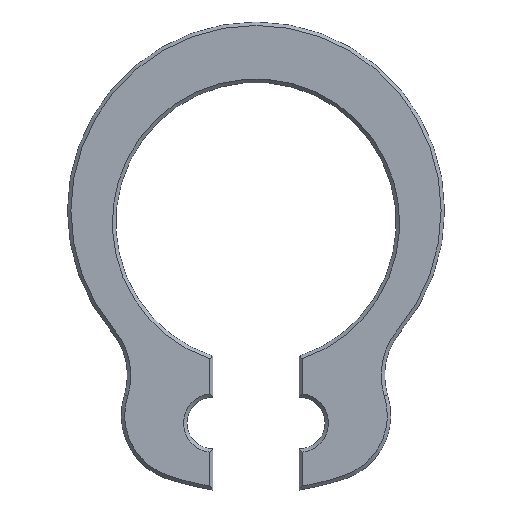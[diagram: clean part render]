
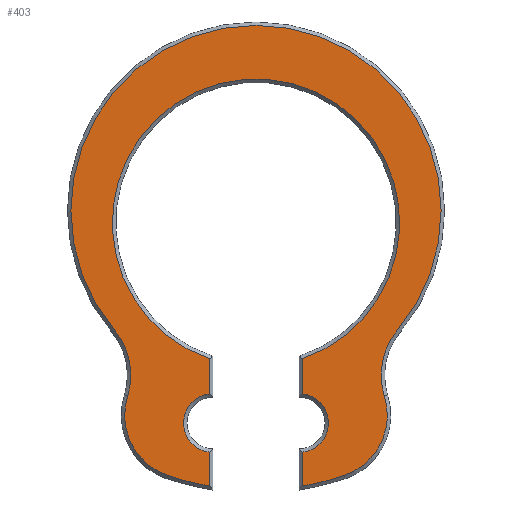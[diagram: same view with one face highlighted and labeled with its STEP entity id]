
A CAD part, top view. The second image highlights one B-rep face of the part: STEP entity #403.
In plain terms, the highlighted planar face has unit normal (0, 0, 1).
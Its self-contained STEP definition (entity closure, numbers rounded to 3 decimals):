
#129 = VERTEX_POINT('',#130);
#130 = CARTESIAN_POINT('',(1.08,-3.15,0.4));
#139 = VERTEX_POINT('',#140);
#140 = CARTESIAN_POINT('',(-1.08,-3.15,0.4));
#147 = EDGE_CURVE('',#129,#139,#148,.T.);
#148 = CIRCLE('',#149,3.33);
#149 = AXIS2_PLACEMENT_3D('',#150,#151,#152);
#150 = CARTESIAN_POINT('',(0.,0.,0.4));
#151 = DIRECTION('',(-0.,0.,1.));
#152 = DIRECTION('',(0.308,-0.951,0.));
#221 = VERTEX_POINT('',#222);
#222 = CARTESIAN_POINT('',(1.08,-3.967,0.4));
#229 = EDGE_CURVE('',#129,#221,#230,.T.);
#230 = LINE('',#231,#232);
#231 = CARTESIAN_POINT('',(1.08,-3.092,0.4));
#232 = VECTOR('',#233,1.);
#233 = DIRECTION('',(0.,-1.,0.));
#403 = ADVANCED_FACE('',(#404),#511,.F.);
#404 = FACE_BOUND('',#405,.F.);
#405 = EDGE_LOOP('',(#406,#407,#415,#424,#432,#441,#450,#459,#468,#477,
    #486,#495,#503,#510));
#406 = ORIENTED_EDGE('',*,*,#147,.T.);
#407 = ORIENTED_EDGE('',*,*,#408,.T.);
#408 = EDGE_CURVE('',#139,#409,#411,.T.);
#409 = VERTEX_POINT('',#410);
#410 = CARTESIAN_POINT('',(-1.08,-3.967,0.4));
#411 = LINE('',#412,#413);
#412 = CARTESIAN_POINT('',(-1.08,-3.092,0.4));
#413 = VECTOR('',#414,1.);
#414 = DIRECTION('',(0.,-1.,0.));
#415 = ORIENTED_EDGE('',*,*,#416,.T.);
#416 = EDGE_CURVE('',#409,#417,#419,.T.);
#417 = VERTEX_POINT('',#418);
#418 = CARTESIAN_POINT('',(-1.08,-5.318,0.4));
#419 = CIRCLE('',#420,0.68);
#420 = AXIS2_PLACEMENT_3D('',#421,#422,#423);
#421 = CARTESIAN_POINT('',(-1.,-4.642,0.4));
#422 = DIRECTION('',(0.,0.,1.));
#423 = DIRECTION('',(0.,1.,0.));
#424 = ORIENTED_EDGE('',*,*,#425,.T.);
#425 = EDGE_CURVE('',#417,#426,#428,.T.);
#426 = VERTEX_POINT('',#427);
#427 = CARTESIAN_POINT('',(-1.08,-6.098,0.4));
#428 = LINE('',#429,#430);
#429 = CARTESIAN_POINT('',(-1.08,-5.242,0.4));
#430 = VECTOR('',#431,1.);
#431 = DIRECTION('',(0.,-1.,0.));
#432 = ORIENTED_EDGE('',*,*,#433,.F.);
#433 = EDGE_CURVE('',#434,#426,#436,.T.);
#434 = VERTEX_POINT('',#435);
#435 = CARTESIAN_POINT('',(-2.036,-5.86,0.4));
#436 = CIRCLE('',#437,6.469);
#437 = AXIS2_PLACEMENT_3D('',#438,#439,#440);
#438 = CARTESIAN_POINT('',(0.,0.28,0.4));
#439 = DIRECTION('',(0.,0.,1.));
#440 = DIRECTION('',(-0.315,-0.949,0.));
#441 = ORIENTED_EDGE('',*,*,#442,.F.);
#442 = EDGE_CURVE('',#443,#434,#445,.T.);
#443 = VERTEX_POINT('',#444);
#444 = CARTESIAN_POINT('',(-2.975,-4.023,0.4));
#445 = CIRCLE('',#446,1.47);
#446 = AXIS2_PLACEMENT_3D('',#447,#448,#449);
#447 = CARTESIAN_POINT('',(-1.573,-4.465,0.4));
#448 = DIRECTION('',(0.,0.,1.));
#449 = DIRECTION('',(-0.954,0.301,0.));
#450 = ORIENTED_EDGE('',*,*,#451,.F.);
#451 = EDGE_CURVE('',#452,#443,#454,.T.);
#452 = VERTEX_POINT('',#453);
#453 = CARTESIAN_POINT('',(-3.282,-2.482,0.4));
#454 = CIRCLE('',#455,1.63);
#455 = AXIS2_PLACEMENT_3D('',#456,#457,#458);
#456 = CARTESIAN_POINT('',(-4.53,-3.532,0.4));
#457 = DIRECTION('',(0.,0.,-1.));
#458 = DIRECTION('',(0.765,0.644,0.));
#459 = ORIENTED_EDGE('',*,*,#460,.F.);
#460 = EDGE_CURVE('',#461,#452,#463,.T.);
#461 = VERTEX_POINT('',#462);
#462 = CARTESIAN_POINT('',(3.282,-2.482,0.4));
#463 = CIRCLE('',#464,4.29);
#464 = AXIS2_PLACEMENT_3D('',#465,#466,#467);
#465 = CARTESIAN_POINT('',(0.,0.28,0.4));
#466 = DIRECTION('',(-0.,0.,1.));
#467 = DIRECTION('',(0.765,-0.644,0.));
#468 = ORIENTED_EDGE('',*,*,#469,.F.);
#469 = EDGE_CURVE('',#470,#461,#472,.T.);
#470 = VERTEX_POINT('',#471);
#471 = CARTESIAN_POINT('',(2.975,-4.023,0.4));
#472 = CIRCLE('',#473,1.63);
#473 = AXIS2_PLACEMENT_3D('',#474,#475,#476);
#474 = CARTESIAN_POINT('',(4.53,-3.532,0.4));
#475 = DIRECTION('',(0.,0.,-1.));
#476 = DIRECTION('',(-0.954,-0.301,-0.));
#477 = ORIENTED_EDGE('',*,*,#478,.F.);
#478 = EDGE_CURVE('',#479,#470,#481,.T.);
#479 = VERTEX_POINT('',#480);
#480 = CARTESIAN_POINT('',(2.036,-5.86,0.4));
#481 = CIRCLE('',#482,1.47);
#482 = AXIS2_PLACEMENT_3D('',#483,#484,#485);
#483 = CARTESIAN_POINT('',(1.573,-4.465,0.4));
#484 = DIRECTION('',(-0.,0.,1.));
#485 = DIRECTION('',(0.315,-0.949,0.));
#486 = ORIENTED_EDGE('',*,*,#487,.F.);
#487 = EDGE_CURVE('',#488,#479,#490,.T.);
#488 = VERTEX_POINT('',#489);
#489 = CARTESIAN_POINT('',(1.08,-6.098,0.4));
#490 = CIRCLE('',#491,6.469);
#491 = AXIS2_PLACEMENT_3D('',#492,#493,#494);
#492 = CARTESIAN_POINT('',(0.,0.28,0.4));
#493 = DIRECTION('',(-0.,0.,1.));
#494 = DIRECTION('',(0.153,-0.988,0.));
#495 = ORIENTED_EDGE('',*,*,#496,.T.);
#496 = EDGE_CURVE('',#488,#497,#499,.T.);
#497 = VERTEX_POINT('',#498);
#498 = CARTESIAN_POINT('',(1.08,-5.318,0.4));
#499 = LINE('',#500,#501);
#500 = CARTESIAN_POINT('',(1.08,-6.192,0.4));
#501 = VECTOR('',#502,1.);
#502 = DIRECTION('',(0.,1.,0.));
#503 = ORIENTED_EDGE('',*,*,#504,.T.);
#504 = EDGE_CURVE('',#497,#221,#505,.T.);
#505 = CIRCLE('',#506,0.68);
#506 = AXIS2_PLACEMENT_3D('',#507,#508,#509);
#507 = CARTESIAN_POINT('',(1.,-4.642,0.4));
#508 = DIRECTION('',(0.,0.,1.));
#509 = DIRECTION('',(0.,-1.,0.));
#510 = ORIENTED_EDGE('',*,*,#229,.F.);
#511 = PLANE('',#512);
#512 = AXIS2_PLACEMENT_3D('',#513,#514,#515);
#513 = CARTESIAN_POINT('',(0.,-1.012,0.4));
#514 = DIRECTION('',(-0.,-0.,-1.));
#515 = DIRECTION('',(-1.,0.,0.));
